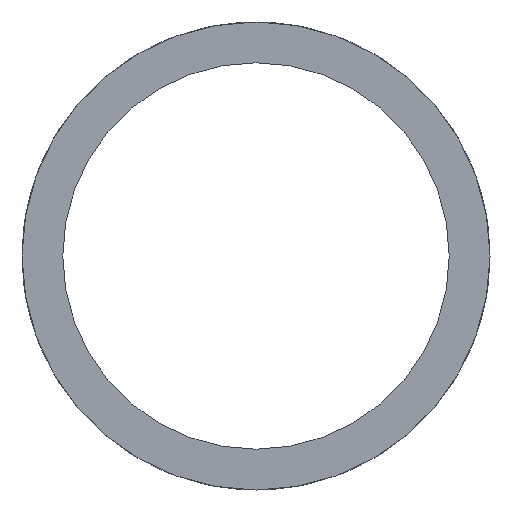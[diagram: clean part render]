
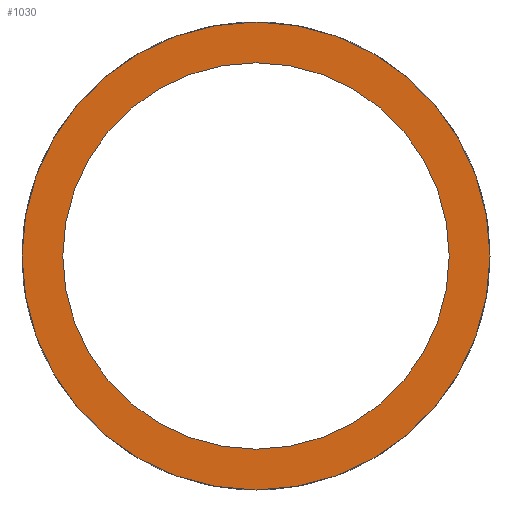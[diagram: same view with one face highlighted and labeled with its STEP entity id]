
A CAD part, front view. The second image highlights one B-rep face of the part: STEP entity #1030.
In plain terms, the highlighted face is planar.
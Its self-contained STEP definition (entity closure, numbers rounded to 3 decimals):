
#29 = CIRCLE ( 'NONE', #173, 31. ) ;
#73 = CARTESIAN_POINT ( 'NONE',  ( 0., 0., 0. ) ) ;
#96 = CARTESIAN_POINT ( 'NONE',  ( 0., 0., 0. ) ) ;
#112 = DIRECTION ( 'NONE',  ( 1., 0., 0. ) ) ;
#115 = CARTESIAN_POINT ( 'NONE',  ( 25.6, 0., 0. ) ) ;
#134 = AXIS2_PLACEMENT_3D ( 'NONE', #310, #1096, #1003 ) ;
#173 = AXIS2_PLACEMENT_3D ( 'NONE', #73, #679, #325 ) ;
#222 = EDGE_CURVE ( 'NONE', #607, #919, #935, .T. ) ;
#280 = ORIENTED_EDGE ( 'NONE', *, *, #909, .F. ) ;
#286 = AXIS2_PLACEMENT_3D ( 'NONE', #971, #855, #355 ) ;
#310 = CARTESIAN_POINT ( 'NONE',  ( 0., 0., 0. ) ) ;
#325 = DIRECTION ( 'NONE',  ( 1., 0., 0. ) ) ;
#327 = EDGE_CURVE ( 'NONE', #919, #607, #29, .T. ) ;
#341 = ORIENTED_EDGE ( 'NONE', *, *, #327, .F. ) ;
#355 = DIRECTION ( 'NONE',  ( 1., 0., 0. ) ) ;
#415 = CARTESIAN_POINT ( 'NONE',  ( 0., 0., 0. ) ) ;
#435 = EDGE_LOOP ( 'NONE', ( #280, #1022 ) ) ;
#437 = VERTEX_POINT ( 'NONE', #115 ) ;
#439 = PLANE ( 'NONE',  #1012 ) ;
#450 = AXIS2_PLACEMENT_3D ( 'NONE', #96, #453, #112 ) ;
#453 = DIRECTION ( 'NONE',  ( 0., 0., -1. ) ) ;
#473 = CARTESIAN_POINT ( 'NONE',  ( -25.6, 0., 0. ) ) ;
#511 = DIRECTION ( 'NONE',  ( 1., 0., 0. ) ) ;
#582 = VERTEX_POINT ( 'NONE', #473 ) ;
#607 = VERTEX_POINT ( 'NONE', #715 ) ;
#635 = CARTESIAN_POINT ( 'NONE',  ( 31., 0., 0. ) ) ;
#660 = CIRCLE ( 'NONE', #286, 25.6 ) ;
#679 = DIRECTION ( 'NONE',  ( 0., 0., 1. ) ) ;
#708 = EDGE_LOOP ( 'NONE', ( #341, #1060 ) ) ;
#715 = CARTESIAN_POINT ( 'NONE',  ( -31., 0., 0. ) ) ;
#780 = DIRECTION ( 'NONE',  ( 0., 0., 1. ) ) ;
#807 = CIRCLE ( 'NONE', #450, 25.6 ) ;
#845 = EDGE_CURVE ( 'NONE', #582, #437, #660, .T. ) ;
#855 = DIRECTION ( 'NONE',  ( 0., 0., -1. ) ) ;
#909 = EDGE_CURVE ( 'NONE', #437, #582, #807, .T. ) ;
#919 = VERTEX_POINT ( 'NONE', #635 ) ;
#933 = FACE_BOUND ( 'NONE', #435, .T. ) ;
#935 = CIRCLE ( 'NONE', #134, 31. ) ;
#958 = FACE_OUTER_BOUND ( 'NONE', #708, .T. ) ;
#971 = CARTESIAN_POINT ( 'NONE',  ( 0., 0., 0. ) ) ;
#1003 = DIRECTION ( 'NONE',  ( 1., 0., 0. ) ) ;
#1012 = AXIS2_PLACEMENT_3D ( 'NONE', #415, #780, #511 ) ;
#1022 = ORIENTED_EDGE ( 'NONE', *, *, #845, .F. ) ;
#1030 = ADVANCED_FACE ( 'NONE', ( #958, #933 ), #439, .F. ) ;
#1060 = ORIENTED_EDGE ( 'NONE', *, *, #222, .F. ) ;
#1096 = DIRECTION ( 'NONE',  ( 0., 0., 1. ) ) ;
